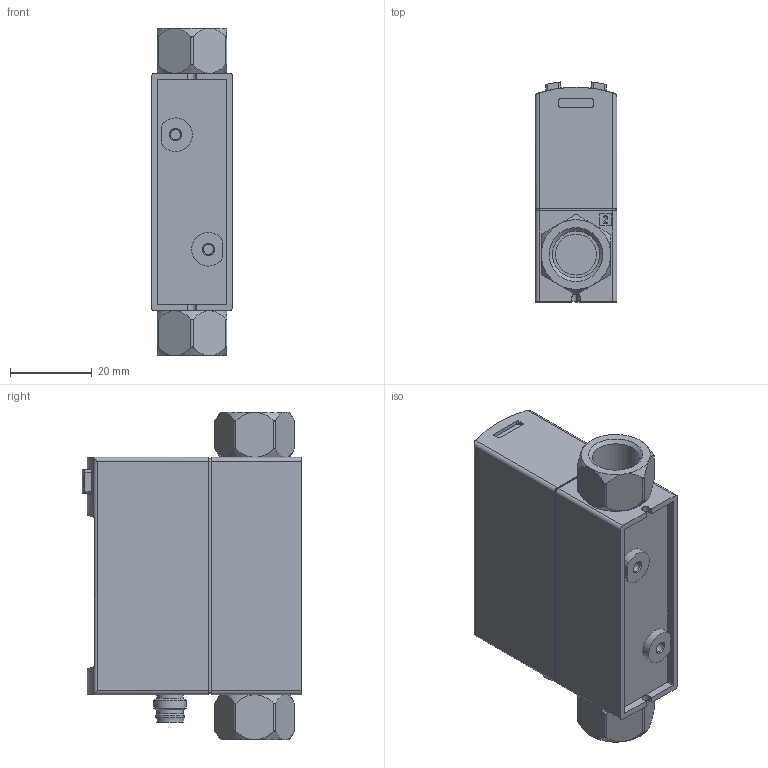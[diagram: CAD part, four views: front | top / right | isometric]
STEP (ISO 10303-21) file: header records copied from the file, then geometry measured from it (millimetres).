
FILE_DESCRIPTION(/* description */ ('STEP AP214'),/* implementation_level */ '2;1');
FILE_NAME(/* name */ '8058476_SFAH-100U-G14FS-PNLK-PNVBA-M8',/* time_stamp */ '2024-09-15T01:21:30+02:00',/* author */ ('License CC BY-ND 4.0'),/* organization */ ('CADENAS'),/* preprocessor_version */ 'ST-DEVELOPER v19.3',/* originating_system */ 'PARTsolutions',/* authorisation */ ' ');
FILE_SCHEMA (('AUTOMOTIVE_DESIGN {1 0 10303 214 3 1 1}'));
Length unit declared in the file: millimetre
Products named in the file (3): 8058476 SFAH-100U-G14FS-PNLK-PNVBA-M8; 8035300 SFAH-100U-G14FS-PNLK-PNVBA-M8_h; 3108023 SFAH-G14
Assembly tree (3 placements, depth 2):
  8058476 SFAH-100U-G14FS-PNLK-PNVBA-M8
    8035300 SFAH-100U-G14FS-PNLK-PNVBA-M8_h
    3108023 SFAH-G14  x2
Bounding box: 20 x 53.69 x 80 mm (x, y, z)
Volume: 59216.7 mm3; surface area: 16722.4 mm2
Topology: 3 solids, 3 shells, 375 faces, 927 edges, 600 vertices
Faces by surface type: plane 198, cylinder 133, cone 39, torus 5
Full cylindrical faces by diameter (mm): 1 x4, 2.459 x2, 3.72 x1, 4.1 x1, 5.8 x1, 6.5 x2, 6.9 x1, 8 x1, 10 x2, 11.445 x2, 11.6 x2, 12 x2, 13.2 x2, 14 x6, 15 x6
Entity records: 11699 total; most frequent: CARTESIAN_POINT 1873, DIRECTION 1634, ORIENTED_EDGE 1556, EDGE_CURVE 778, AXIS2_PLACEMENT_3D 588, VERTEX_POINT 532, LINE 458, VECTOR 458
